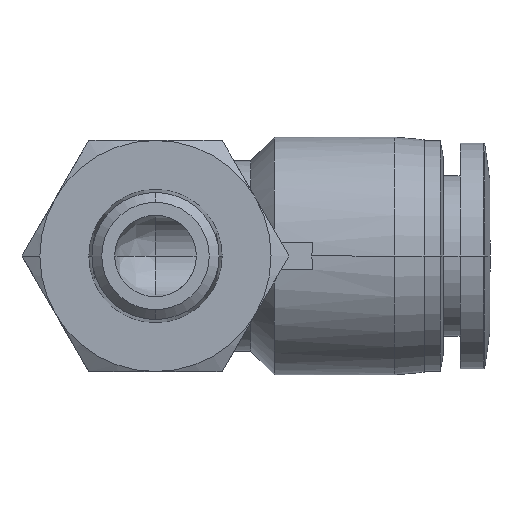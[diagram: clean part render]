
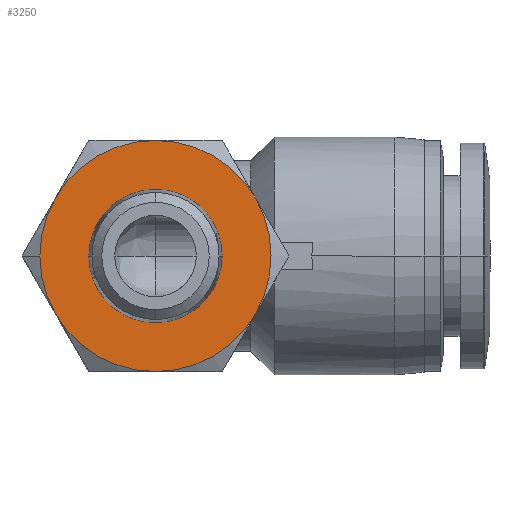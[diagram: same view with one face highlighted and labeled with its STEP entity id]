
A CAD part, front view. The second image highlights one B-rep face of the part: STEP entity #3250.
In plain terms, the highlighted planar face has unit normal (0, -1, 0).
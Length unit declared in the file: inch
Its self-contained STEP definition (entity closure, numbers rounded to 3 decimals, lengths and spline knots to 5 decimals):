
#20 = ORIENTED_EDGE ( 'NONE', *, *, #2433, .F. ) ;
#163 = DIRECTION ( 'NONE',  ( -1., 0., 0. ) ) ;
#182 = CARTESIAN_POINT ( 'NONE',  ( 0.38642, -0.95276, 0.00005 ) ) ;
#239 = AXIS2_PLACEMENT_3D ( 'NONE', #3423, #1796, #163 ) ;
#240 = DIRECTION ( 'NONE',  ( -1., 0., 0. ) ) ;
#400 = VECTOR ( 'NONE', #1542, 39.37008 ) ;
#437 = CIRCLE ( 'NONE', #239, 0.19291 ) ;
#446 = CARTESIAN_POINT ( 'NONE',  ( 0., -0.95276, 0. ) ) ;
#455 = CARTESIAN_POINT ( 'NONE',  ( 0.00005, -0.95276, -0.33465 ) ) ;
#461 = VERTEX_POINT ( 'NONE', #455 ) ;
#503 = FACE_OUTER_BOUND ( 'NONE', #1316, .T. ) ;
#540 = EDGE_CURVE ( 'NONE', #461, #1265, #2877, .T. ) ;
#591 = FACE_BOUND ( 'NONE', #2801, .T. ) ;
#619 = DIRECTION ( 'NONE',  ( 0., -1., 0. ) ) ;
#624 = CIRCLE ( 'NONE', #1078, 0.33465 ) ;
#680 = AXIS2_PLACEMENT_3D ( 'NONE', #2834, #1232, #3096 ) ;
#859 = CARTESIAN_POINT ( 'NONE',  ( -0.33465, -0.95276, 0. ) ) ;
#866 = ORIENTED_EDGE ( 'NONE', *, *, #3501, .T. ) ;
#905 = VERTEX_POINT ( 'NONE', #2894 ) ;
#956 = ORIENTED_EDGE ( 'NONE', *, *, #2917, .F. ) ;
#1020 = CIRCLE ( 'NONE', #3120, 0.19291 ) ;
#1035 = CARTESIAN_POINT ( 'NONE',  ( 0.29006, -0.95276, 0.1669 ) ) ;
#1057 = VECTOR ( 'NONE', #3481, 39.37008 ) ;
#1070 = DIRECTION ( 'NONE',  ( 0., -1., 0. ) ) ;
#1078 = AXIS2_PLACEMENT_3D ( 'NONE', #1718, #1707, #1694 ) ;
#1166 = CARTESIAN_POINT ( 'NONE',  ( 0.28952, -0.95276, 0.16782 ) ) ;
#1218 = AXIS2_PLACEMENT_3D ( 'NONE', #2670, #1070, #2948 ) ;
#1232 = DIRECTION ( 'NONE',  ( 0., -1., 0. ) ) ;
#1265 = VERTEX_POINT ( 'NONE', #1350 ) ;
#1316 = EDGE_LOOP ( 'NONE', ( #2635, #1470, #1404, #956, #1646, #20, #866 ) ) ;
#1350 = CARTESIAN_POINT ( 'NONE',  ( 0.28957, -0.95276, -0.16775 ) ) ;
#1394 = VERTEX_POINT ( 'NONE', #1166 ) ;
#1404 = ORIENTED_EDGE ( 'NONE', *, *, #540, .T. ) ;
#1470 = ORIENTED_EDGE ( 'NONE', *, *, #1502, .T. ) ;
#1489 = PLANE ( 'NONE',  #680 ) ;
#1502 = EDGE_CURVE ( 'NONE', #2552, #461, #624, .T. ) ;
#1527 = LINE ( 'NONE', #182, #400 ) ;
#1542 = DIRECTION ( 'NONE',  ( 0.5, 0., -0.866 ) ) ;
#1553 = AXIS2_PLACEMENT_3D ( 'NONE', #3494, #1874, #240 ) ;
#1566 = DIRECTION ( 'NONE',  ( -1., 0., 0. ) ) ;
#1575 = CARTESIAN_POINT ( 'NONE',  ( -0.19291, -0.95276, 0. ) ) ;
#1577 = DIRECTION ( 'NONE',  ( 0., -1., 0. ) ) ;
#1644 = CARTESIAN_POINT ( 'NONE',  ( 0., -0.95276, 0. ) ) ;
#1646 = ORIENTED_EDGE ( 'NONE', *, *, #1689, .T. ) ;
#1689 = EDGE_CURVE ( 'NONE', #1988, #1942, #3511, .T. ) ;
#1694 = DIRECTION ( 'NONE',  ( -1., 0., 0. ) ) ;
#1707 = DIRECTION ( 'NONE',  ( 0., -1., 0. ) ) ;
#1718 = CARTESIAN_POINT ( 'NONE',  ( 0., -0.95276, 0. ) ) ;
#1774 = CIRCLE ( 'NONE', #1218, 0.33465 ) ;
#1796 = DIRECTION ( 'NONE',  ( 0., -1., 0. ) ) ;
#1874 = DIRECTION ( 'NONE',  ( 0., -1., 0. ) ) ;
#1941 = VERTEX_POINT ( 'NONE', #2638 ) ;
#1942 = VERTEX_POINT ( 'NONE', #1035 ) ;
#1987 = EDGE_CURVE ( 'NONE', #1941, #2552, #1774, .T. ) ;
#1988 = VERTEX_POINT ( 'NONE', #2398 ) ;
#2085 = LINE ( 'NONE', #3199, #1057 ) ;
#2088 = AXIS2_PLACEMENT_3D ( 'NONE', #446, #3477, #3455 ) ;
#2097 = ORIENTED_EDGE ( 'NONE', *, *, #2767, .F. ) ;
#2177 = EDGE_CURVE ( 'NONE', #3338, #905, #1020, .T. ) ;
#2236 = CARTESIAN_POINT ( 'NONE',  ( 0., -0.95276, 0. ) ) ;
#2398 = CARTESIAN_POINT ( 'NONE',  ( 0.2901, -0.95276, -0.16682 ) ) ;
#2433 = EDGE_CURVE ( 'NONE', #1394, #1942, #1527, .T. ) ;
#2511 = DIRECTION ( 'NONE',  ( -1., 0., 0. ) ) ;
#2552 = VERTEX_POINT ( 'NONE', #859 ) ;
#2635 = ORIENTED_EDGE ( 'NONE', *, *, #1987, .T. ) ;
#2638 = CARTESIAN_POINT ( 'NONE',  ( -0.00004, -0.95276, 0.33465 ) ) ;
#2662 = AXIS2_PLACEMENT_3D ( 'NONE', #1644, #1577, #1566 ) ;
#2670 = CARTESIAN_POINT ( 'NONE',  ( 0., -0.95276, 0. ) ) ;
#2767 = EDGE_CURVE ( 'NONE', #905, #3338, #437, .T. ) ;
#2801 = EDGE_LOOP ( 'NONE', ( #3104, #2097 ) ) ;
#2834 = CARTESIAN_POINT ( 'NONE',  ( 0.09646, -0.95276, 0. ) ) ;
#2877 = CIRCLE ( 'NONE', #2662, 0.33465 ) ;
#2894 = CARTESIAN_POINT ( 'NONE',  ( 0.19291, -0.95276, 0. ) ) ;
#2917 = EDGE_CURVE ( 'NONE', #1988, #1265, #2085, .T. ) ;
#2948 = DIRECTION ( 'NONE',  ( -1., 0., 0. ) ) ;
#3096 = DIRECTION ( 'NONE',  ( 0., 0., -1. ) ) ;
#3104 = ORIENTED_EDGE ( 'NONE', *, *, #2177, .F. ) ;
#3120 = AXIS2_PLACEMENT_3D ( 'NONE', #2236, #619, #2511 ) ;
#3199 = CARTESIAN_POINT ( 'NONE',  ( 0.19325, -0.95276, -0.33462 ) ) ;
#3250 = ADVANCED_FACE ( 'NONE', ( #591, #503 ), #1489, .T. ) ;
#3318 = CIRCLE ( 'NONE', #1553, 0.33465 ) ;
#3338 = VERTEX_POINT ( 'NONE', #1575 ) ;
#3423 = CARTESIAN_POINT ( 'NONE',  ( 0., -0.95276, 0. ) ) ;
#3455 = DIRECTION ( 'NONE',  ( -1., 0., 0. ) ) ;
#3477 = DIRECTION ( 'NONE',  ( 0., -1., 0. ) ) ;
#3481 = DIRECTION ( 'NONE',  ( -0.5, 0., -0.866 ) ) ;
#3494 = CARTESIAN_POINT ( 'NONE',  ( 0., -0.95276, 0. ) ) ;
#3501 = EDGE_CURVE ( 'NONE', #1394, #1941, #3318, .T. ) ;
#3511 = CIRCLE ( 'NONE', #2088, 0.33465 ) ;
